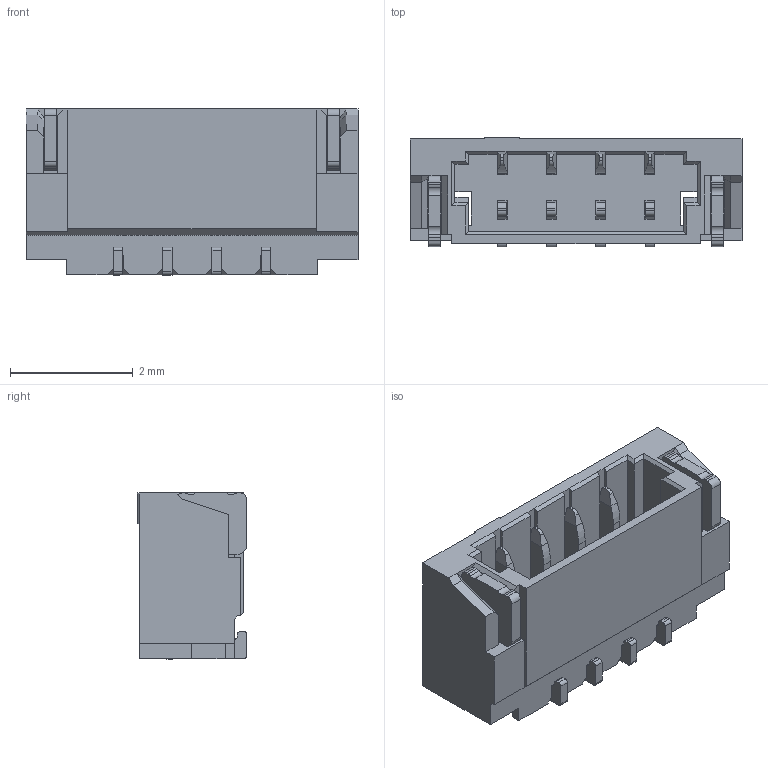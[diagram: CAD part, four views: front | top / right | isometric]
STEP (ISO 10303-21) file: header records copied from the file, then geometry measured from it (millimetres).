
FILE_DESCRIPTION(('CoCreate Modeling STEP Export'),'2;1');
FILE_NAME('WB0811H-04.stp','2021-09-09T13:50:38',(''),(''),'CoCreate Modeling STEP processor for AP214 (Solid Model)','CoCreate Modeling 16.00 13-May-2008 (C) Parametric Technology GmbH','');
FILE_SCHEMA(('AUTOMOTIVE_DESIGN { 1 0 10303 214 1 1 1 1 }'));
Length unit declared in the file: millimetre
Products named in the file (3): WB0811H-04; WB0811H-04XXX; WB0811H-04XXX.
Assembly tree (2 placements, depth 2):
  WB0811H-04XXX.
    WB0811H-04XXX
    WB0811H-04
Bounding box: 5.4 x 1.78 x 2.7 mm (x, y, z)
Volume: 14.8 mm3; surface area: 104.6 mm2
Topology: 1 solids, 1 shells, 442 faces, 1450 edges, 1054 vertices
Faces by surface type: plane 310, cylinder 132
Entity records: 17118 total; most frequent: CARTESIAN_POINT 3271, ORIENTED_EDGE 2724, DIRECTION 2659, EDGE_CURVE 1362, VECTOR 1169, LINE 1169, VERTEX_POINT 878, AXIS2_PLACEMENT_3D 745
